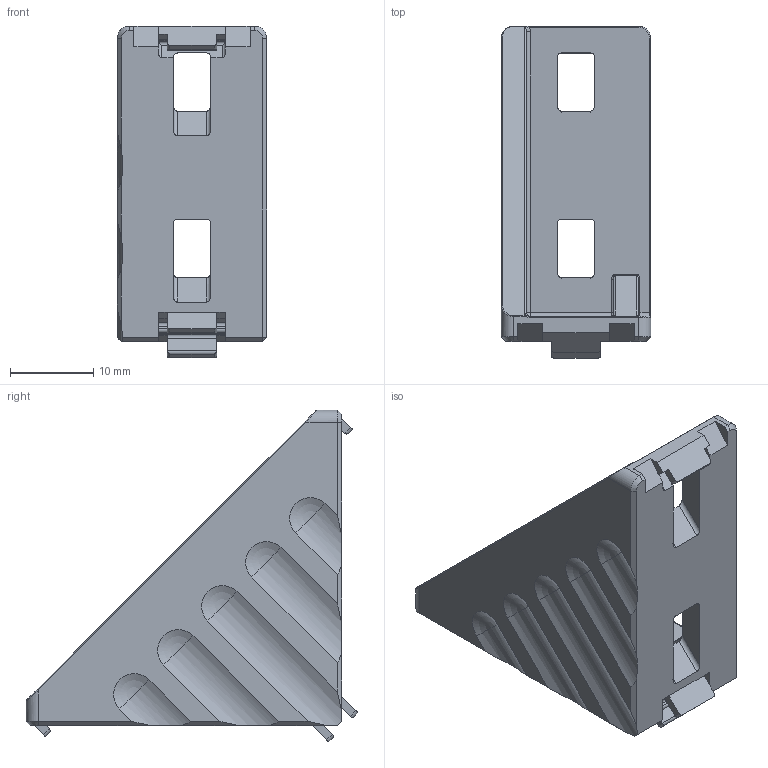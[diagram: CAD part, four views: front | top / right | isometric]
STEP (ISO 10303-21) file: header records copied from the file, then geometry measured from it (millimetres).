
FILE_DESCRIPTION (( 'STEP AP214' ), '1' );
FILE_NAME ('38DEFAU1016115524104.step', '2006-10-16T15:54:59', ( 'sysAdmin' ), ( 'SolidWorks' ), 'SwSTEP 2.0', 'SolidWorks 2007', '' );
FILE_SCHEMA (( 'AUTOMOTIVE_DESIGN' ));
Length unit declared in the file: millimetre
Products named in the file (1): 38DEFAU1016115524104
Bounding box: 18 x 39.98 x 39.98 mm (x, y, z)
Volume: 5138.3 mm3; surface area: 4430.3 mm2
Topology: 1 solids, 1 shells, 200 faces, 551 edges, 345 vertices
Faces by surface type: plane 99, cylinder 76, bspline 10, sphere 6, torus 5, cone 4
Entity records: 6498 total; most frequent: CARTESIAN_POINT 1644, ORIENTED_EDGE 1080, DIRECTION 944, EDGE_CURVE 540, VECTOR 358, LINE 358, VERTEX_POINT 340, AXIS2_PLACEMENT_3D 293
